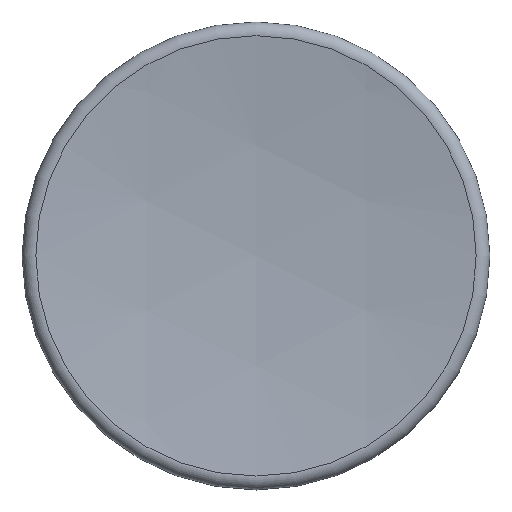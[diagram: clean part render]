
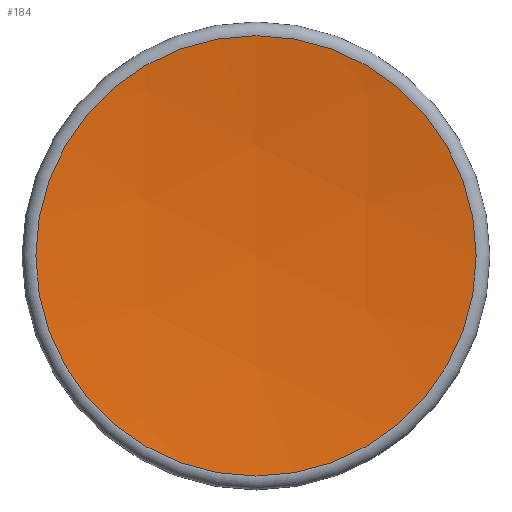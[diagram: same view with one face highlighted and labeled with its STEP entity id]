
A CAD part, top view. The second image highlights one B-rep face of the part: STEP entity #184.
In plain terms, the highlighted spherical face has radius 126.434 mm.
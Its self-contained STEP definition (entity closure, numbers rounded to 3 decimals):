
#20=SPHERICAL_SURFACE('',#214,126.434);
#50=FACE_OUTER_BOUND('',#64,.T.);
#64=EDGE_LOOP('',(#146,#147,#148));
#80=CIRCLE('',#215,18.355);
#81=CIRCLE('',#216,18.355);
#82=CIRCLE('',#217,18.355);
#98=VERTEX_POINT('',#327);
#99=VERTEX_POINT('',#328);
#100=VERTEX_POINT('',#330);
#117=EDGE_CURVE('',#98,#99,#80,.T.);
#118=EDGE_CURVE('',#100,#98,#81,.T.);
#119=EDGE_CURVE('',#99,#100,#82,.T.);
#146=ORIENTED_EDGE('',*,*,#117,.F.);
#147=ORIENTED_EDGE('',*,*,#118,.F.);
#148=ORIENTED_EDGE('',*,*,#119,.F.);
#184=ADVANCED_FACE('',(#50),#20,.F.);
#214=AXIS2_PLACEMENT_3D('',#326,#255,#256);
#215=AXIS2_PLACEMENT_3D('',#329,#257,#258);
#216=AXIS2_PLACEMENT_3D('',#331,#259,#260);
#217=AXIS2_PLACEMENT_3D('',#332,#261,#262);
#255=DIRECTION('center_axis',(1.,0.,0.));
#256=DIRECTION('ref_axis',(0.,-1.,0.));
#257=DIRECTION('center_axis',(0.,0.,
-1.));
#258=DIRECTION('ref_axis',(1.,0.,0.));
#259=DIRECTION('center_axis',(0.,0.,
-1.));
#260=DIRECTION('ref_axis',(1.,0.,0.));
#261=DIRECTION('center_axis',(0.,0.,
-1.));
#262=DIRECTION('ref_axis',(1.,0.,0.));
#326=CARTESIAN_POINT('Origin',(63.218,-80.443,148.734));
#327=CARTESIAN_POINT('',(63.218,-62.088,23.639));
#328=CARTESIAN_POINT('',(63.218,-98.798,23.639));
#329=CARTESIAN_POINT('Origin',(63.218,-80.443,23.639));
#330=CARTESIAN_POINT('',(44.863,-80.443,23.639));
#331=CARTESIAN_POINT('Origin',(63.218,-80.443,23.639));
#332=CARTESIAN_POINT('Origin',(63.218,-80.443,23.639));
